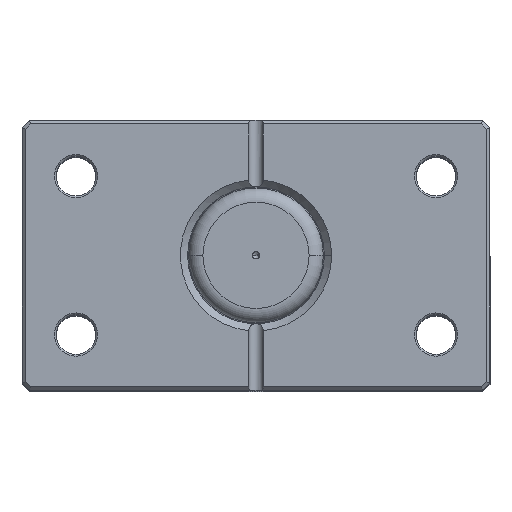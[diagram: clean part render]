
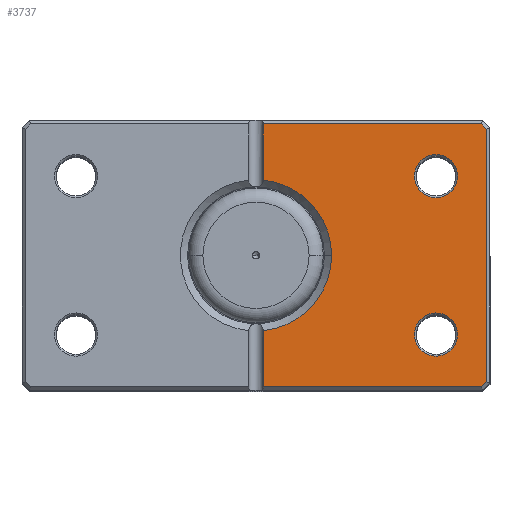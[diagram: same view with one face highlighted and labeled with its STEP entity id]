
A CAD part, top view. The second image highlights one B-rep face of the part: STEP entity #3737.
In plain terms, the highlighted face is planar.
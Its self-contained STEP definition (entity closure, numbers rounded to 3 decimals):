
#21 = EDGE_CURVE ( 'NONE', #4369, #5642, #3108, .T. ) ;
#131 = CIRCLE ( 'NONE', #1341, 6. ) ;
#177 = EDGE_CURVE ( 'NONE', #2242, #4369, #3481, .T. ) ;
#357 = LINE ( 'NONE', #737, #3957 ) ;
#443 = DIRECTION ( 'NONE',  ( 1., 0., 0. ) ) ;
#449 = AXIS2_PLACEMENT_3D ( 'NONE', #5504, #2601, #5991 ) ;
#658 = LINE ( 'NONE', #5224, #3106 ) ;
#679 = VECTOR ( 'NONE', #5689, 1000. ) ;
#737 = CARTESIAN_POINT ( 'NONE',  ( -49.543, -49.543, 0. ) ) ;
#786 = DIRECTION ( 'NONE',  ( 0., 0., 1. ) ) ;
#793 = EDGE_CURVE ( 'NONE', #4959, #6165, #357, .T. ) ;
#872 = VERTEX_POINT ( 'NONE', #2543 ) ;
#897 = CARTESIAN_POINT ( 'NONE',  ( -44., 22., 0. ) ) ;
#919 = VERTEX_POINT ( 'NONE', #1814 ) ;
#977 = CARTESIAN_POINT ( 'NONE',  ( -2., 20.905, 0. ) ) ;
#1029 = DIRECTION ( 'NONE',  ( 1., 0., 0. ) ) ;
#1082 = CARTESIAN_POINT ( 'NONE',  ( 0., 0., 0. ) ) ;
#1216 = EDGE_CURVE ( 'NONE', #5186, #872, #658, .T. ) ;
#1341 = AXIS2_PLACEMENT_3D ( 'NONE', #5132, #2215, #5624 ) ;
#1361 = FACE_BOUND ( 'NONE', #4398, .T. ) ;
#1367 = EDGE_CURVE ( 'NONE', #2437, #919, #2644, .T. ) ;
#1393 = CARTESIAN_POINT ( 'NONE',  ( -21., 0., 0. ) ) ;
#1488 = AXIS2_PLACEMENT_3D ( 'NONE', #3369, #3203, #3107 ) ;
#1559 = DIRECTION ( 'NONE',  ( 1., 0., 0. ) ) ;
#1802 = CARTESIAN_POINT ( 'NONE',  ( -62.586, -36.5, 0. ) ) ;
#1814 = CARTESIAN_POINT ( 'NONE',  ( -56., 22., 0. ) ) ;
#1843 = DIRECTION ( 'NONE',  ( -0.707, 0.707, 0. ) ) ;
#1862 = CARTESIAN_POINT ( 'NONE',  ( 0., 0., 0. ) ) ;
#1888 = DIRECTION ( 'NONE',  ( 0., -1., 0. ) ) ;
#1960 = LINE ( 'NONE', #2776, #679 ) ;
#2031 = DIRECTION ( 'NONE',  ( 0., 0., 1. ) ) ;
#2058 = ORIENTED_EDGE ( 'NONE', *, *, #177, .T. ) ;
#2215 = DIRECTION ( 'NONE',  ( 0., 0., 1. ) ) ;
#2239 = CIRCLE ( 'NONE', #5492, 21. ) ;
#2242 = VERTEX_POINT ( 'NONE', #6040 ) ;
#2350 = EDGE_CURVE ( 'NONE', #5127, #3726, #2239, .T. ) ;
#2431 = ORIENTED_EDGE ( 'NONE', *, *, #793, .T. ) ;
#2437 = VERTEX_POINT ( 'NONE', #897 ) ;
#2508 = FACE_OUTER_BOUND ( 'NONE', #3389, .T. ) ;
#2543 = CARTESIAN_POINT ( 'NONE',  ( -2., -36.5, 0. ) ) ;
#2544 = CARTESIAN_POINT ( 'NONE',  ( 0., -36.5, 0. ) ) ;
#2552 = LINE ( 'NONE', #2870, #5965 ) ;
#2601 = DIRECTION ( 'NONE',  ( 0., 0., 1. ) ) ;
#2644 = CIRCLE ( 'NONE', #1488, 6. ) ;
#2660 = FACE_BOUND ( 'NONE', #3235, .T. ) ;
#2692 = CARTESIAN_POINT ( 'NONE',  ( -64., -35.086, 0. ) ) ;
#2754 = AXIS2_PLACEMENT_3D ( 'NONE', #1082, #4493, #1559 ) ;
#2776 = CARTESIAN_POINT ( 'NONE',  ( -64., 0., 0. ) ) ;
#2870 = CARTESIAN_POINT ( 'NONE',  ( -2., 37.5, 0. ) ) ;
#3106 = VECTOR ( 'NONE', #4432, 1000. ) ;
#3107 = DIRECTION ( 'NONE',  ( 1., 0., 0. ) ) ;
#3108 = LINE ( 'NONE', #4443, #5670 ) ;
#3202 = EDGE_CURVE ( 'NONE', #5642, #5127, #2552, .T. ) ;
#3203 = DIRECTION ( 'NONE',  ( 0., 0., 1. ) ) ;
#3235 = EDGE_LOOP ( 'NONE', ( #4866, #5457 ) ) ;
#3258 = LINE ( 'NONE', #2544, #3569 ) ;
#3284 = ORIENTED_EDGE ( 'NONE', *, *, #2350, .T. ) ;
#3354 = DIRECTION ( 'NONE',  ( 0., 0., 1. ) ) ;
#3369 = CARTESIAN_POINT ( 'NONE',  ( -50., 22., 0. ) ) ;
#3389 = EDGE_LOOP ( 'NONE', ( #6168, #3284, #5770, #6136, #5350, #2431, #4070, #2058, #5192 ) ) ;
#3398 = AXIS2_PLACEMENT_3D ( 'NONE', #1862, #3354, #443 ) ;
#3481 = LINE ( 'NONE', #4102, #5907 ) ;
#3562 = CARTESIAN_POINT ( 'NONE',  ( -44., -22., 0. ) ) ;
#3569 = VECTOR ( 'NONE', #4521, 1000. ) ;
#3631 = CIRCLE ( 'NONE', #2754, 21. ) ;
#3705 = CARTESIAN_POINT ( 'NONE',  ( 0., 0., 0. ) ) ;
#3726 = VERTEX_POINT ( 'NONE', #1393 ) ;
#3737 = ADVANCED_FACE ( 'NONE', ( #1361, #2660, #2508 ), #4787, .F. ) ;
#3957 = VECTOR ( 'NONE', #1843, 1000. ) ;
#4035 = EDGE_CURVE ( 'NONE', #919, #2437, #5996, .T. ) ;
#4045 = EDGE_CURVE ( 'NONE', #872, #4959, #3258, .T. ) ;
#4070 = ORIENTED_EDGE ( 'NONE', *, *, #4337, .T. ) ;
#4095 = VERTEX_POINT ( 'NONE', #3562 ) ;
#4102 = CARTESIAN_POINT ( 'NONE',  ( -49.543, 49.543, 0. ) ) ;
#4141 = ORIENTED_EDGE ( 'NONE', *, *, #6008, .T. ) ;
#4216 = DIRECTION ( 'NONE',  ( 1., 0., 0. ) ) ;
#4265 = AXIS2_PLACEMENT_3D ( 'NONE', #4965, #2031, #5448 ) ;
#4295 = CARTESIAN_POINT ( 'NONE',  ( -2., -20.905, 0. ) ) ;
#4337 = EDGE_CURVE ( 'NONE', #6165, #2242, #1960, .T. ) ;
#4369 = VERTEX_POINT ( 'NONE', #5239 ) ;
#4398 = EDGE_LOOP ( 'NONE', ( #4141, #5287 ) ) ;
#4432 = DIRECTION ( 'NONE',  ( 0., -1., 0. ) ) ;
#4443 = CARTESIAN_POINT ( 'NONE',  ( 0., 36.5, 0. ) ) ;
#4493 = DIRECTION ( 'NONE',  ( 0., 0., 1. ) ) ;
#4521 = DIRECTION ( 'NONE',  ( -1., 0., 0. ) ) ;
#4586 = DIRECTION ( 'NONE',  ( 0.707, 0.707, 0. ) ) ;
#4787 = PLANE ( 'NONE',  #3398 ) ;
#4858 = VERTEX_POINT ( 'NONE', #5608 ) ;
#4866 = ORIENTED_EDGE ( 'NONE', *, *, #4035, .T. ) ;
#4959 = VERTEX_POINT ( 'NONE', #1802 ) ;
#4965 = CARTESIAN_POINT ( 'NONE',  ( -50., 22., 0. ) ) ;
#5127 = VERTEX_POINT ( 'NONE', #977 ) ;
#5132 = CARTESIAN_POINT ( 'NONE',  ( -50., -22., 0. ) ) ;
#5186 = VERTEX_POINT ( 'NONE', #4295 ) ;
#5192 = ORIENTED_EDGE ( 'NONE', *, *, #21, .T. ) ;
#5195 = CARTESIAN_POINT ( 'NONE',  ( -2., 36.5, 0. ) ) ;
#5215 = CIRCLE ( 'NONE', #449, 6. ) ;
#5224 = CARTESIAN_POINT ( 'NONE',  ( -2., 37.5, 0. ) ) ;
#5239 = CARTESIAN_POINT ( 'NONE',  ( -62.586, 36.5, 0. ) ) ;
#5287 = ORIENTED_EDGE ( 'NONE', *, *, #5516, .T. ) ;
#5346 = EDGE_CURVE ( 'NONE', #3726, #5186, #3631, .T. ) ;
#5350 = ORIENTED_EDGE ( 'NONE', *, *, #4045, .T. ) ;
#5448 = DIRECTION ( 'NONE',  ( 1., 0., 0. ) ) ;
#5457 = ORIENTED_EDGE ( 'NONE', *, *, #1367, .T. ) ;
#5492 = AXIS2_PLACEMENT_3D ( 'NONE', #3705, #786, #4216 ) ;
#5504 = CARTESIAN_POINT ( 'NONE',  ( -50., -22., 0. ) ) ;
#5516 = EDGE_CURVE ( 'NONE', #4095, #4858, #131, .T. ) ;
#5608 = CARTESIAN_POINT ( 'NONE',  ( -56., -22., 0. ) ) ;
#5624 = DIRECTION ( 'NONE',  ( 1., 0., 0. ) ) ;
#5642 = VERTEX_POINT ( 'NONE', #5195 ) ;
#5670 = VECTOR ( 'NONE', #1029, 1000. ) ;
#5689 = DIRECTION ( 'NONE',  ( 0., 1., 0. ) ) ;
#5770 = ORIENTED_EDGE ( 'NONE', *, *, #5346, .T. ) ;
#5907 = VECTOR ( 'NONE', #4586, 1000. ) ;
#5965 = VECTOR ( 'NONE', #1888, 1000. ) ;
#5991 = DIRECTION ( 'NONE',  ( 1., 0., 0. ) ) ;
#5996 = CIRCLE ( 'NONE', #4265, 6. ) ;
#6008 = EDGE_CURVE ( 'NONE', #4858, #4095, #5215, .T. ) ;
#6040 = CARTESIAN_POINT ( 'NONE',  ( -64., 35.086, 0. ) ) ;
#6136 = ORIENTED_EDGE ( 'NONE', *, *, #1216, .T. ) ;
#6165 = VERTEX_POINT ( 'NONE', #2692 ) ;
#6168 = ORIENTED_EDGE ( 'NONE', *, *, #3202, .T. ) ;
